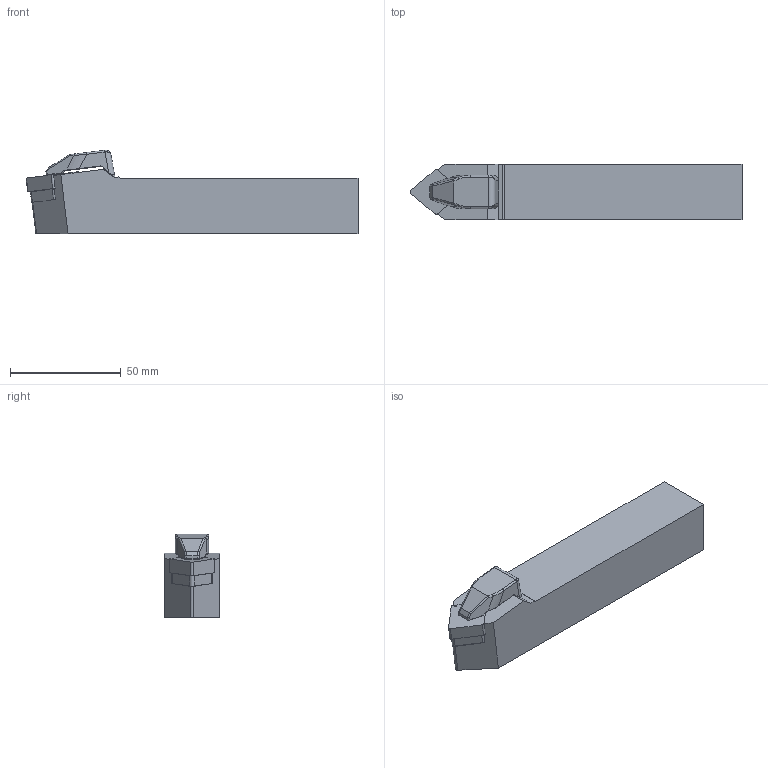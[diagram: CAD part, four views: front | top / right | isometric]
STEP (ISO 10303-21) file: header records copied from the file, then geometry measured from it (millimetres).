
FILE_DESCRIPTION(/* description */ (''),/* implementation_level */ '2;1');
FILE_NAME(/* name */ 'TCMNN-2525-M16.stp',/* time_stamp */ '2023-10-16T16:46:03+03:00',/* author */ (''),/* organization */ (''),/* preprocessor_version */ 'ST-DEVELOPER v19.4',/* originating_system */ 'SIEMENS PLM Software NX2306.3001',/* authorisation */ '');
FILE_SCHEMA (('AUTOMOTIVE_DESIGN { 1 0 10303 214 3 1 1 1 }'));
Length unit declared in the file: millimetre
Products named in the file (1): TCMNN-2525-M16
Bounding box: 149.56 x 25 x 37.64 mm (x, y, z)
Volume: 92200.3 mm3; surface area: 17699.8 mm2
Topology: 2 solids, 2 shells, 116 faces, 296 edges, 181 vertices
Faces by surface type: cylinder 47, plane 46, bspline 17, torus 4, sphere 2
Full cylindrical faces by diameter (mm): 5.8 x1
Entity records: 4007 total; most frequent: CARTESIAN_POINT 1138, DIRECTION 593, ORIENTED_EDGE 580, EDGE_CURVE 290, AXIS2_PLACEMENT_3D 219, VERTEX_POINT 181, LINE 155, VECTOR 155
